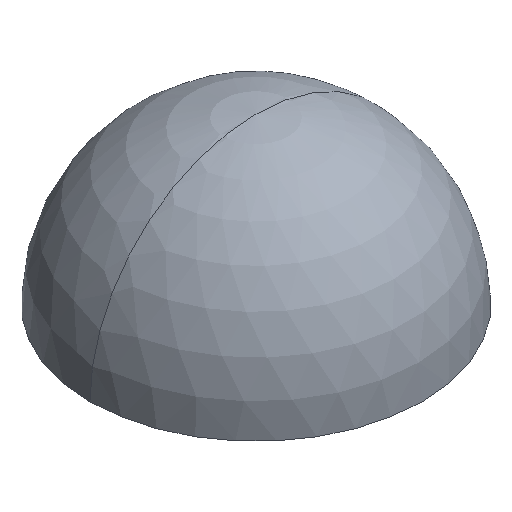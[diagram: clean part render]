
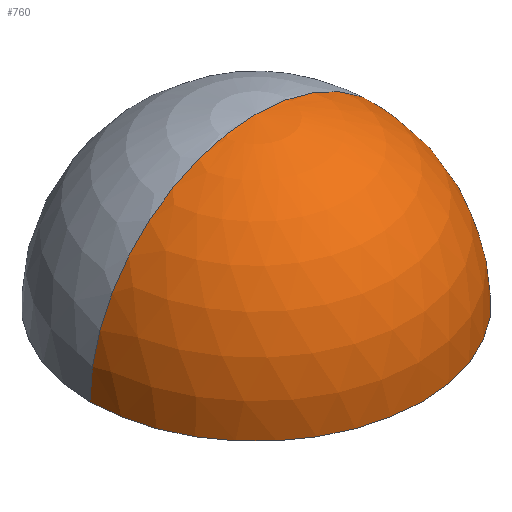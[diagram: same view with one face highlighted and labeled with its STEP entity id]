
A CAD part, isometric view. The second image highlights one B-rep face of the part: STEP entity #760.
In plain terms, the highlighted spherical face has radius 60 mm.
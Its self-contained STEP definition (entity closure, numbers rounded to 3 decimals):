
#210=CARTESIAN_POINT('',(0.,0.,0.));
#220=DIRECTION('',(0.,1.,0.));
#230=DIRECTION('',(1.,0.,0.));
#240=AXIS2_PLACEMENT_3D('',#210,#220,#230);
#250=CIRCLE('',#240,60.);
#260=CARTESIAN_POINT('',(60.,0.,0.));
#270=VERTEX_POINT('',#260);
#280=CARTESIAN_POINT('',(-60.,0.,0.));
#290=VERTEX_POINT('',#280);
#320=EDGE_CURVE('',#290,#270,#250,.T.);
#570=CARTESIAN_POINT('',(0.,0.,0.));
#580=DIRECTION('',(0.,1.,0.));
#590=DIRECTION('',(1.,0.,0.));
#600=AXIS2_PLACEMENT_3D('',#570,#580,#590);
#610=SPHERICAL_SURFACE('',#600,60.);
#620=CARTESIAN_POINT('',(0.,0.,0.));
#630=DIRECTION('',(0.,0.,-1.));
#640=DIRECTION('',(1.,-0.,0.));
#650=AXIS2_PLACEMENT_3D('',#620,#630,#640);
#660=CIRCLE('',#650,60.);
#670=CARTESIAN_POINT('',(0.,-60.,0.));
#680=VERTEX_POINT('',#670);
#690=EDGE_CURVE('',#270,#680,#660,.T.);
#700=ORIENTED_EDGE('',*,*,#690,.F.);
#710=EDGE_CURVE('',#680,#290,#660,.T.);
#720=ORIENTED_EDGE('',*,*,#710,.F.);
#730=ORIENTED_EDGE('',*,*,#320,.F.);
#740=EDGE_LOOP('',(#730,#720,#700));
#750=FACE_OUTER_BOUND('',#740,.T.);
#760=ADVANCED_FACE('',(#750),#610,.T.);
